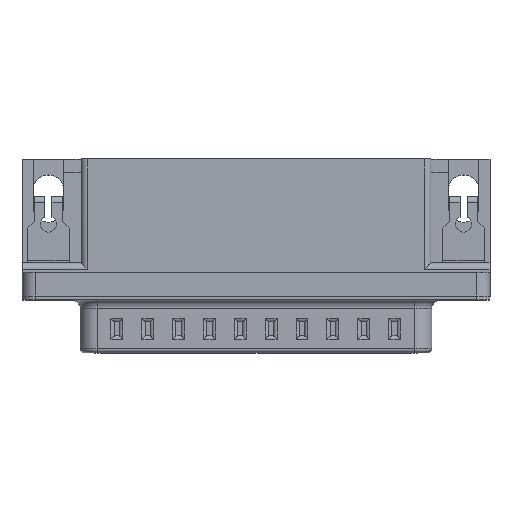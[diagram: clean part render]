
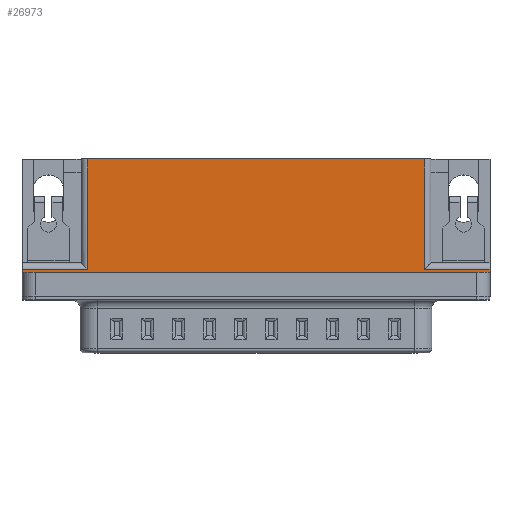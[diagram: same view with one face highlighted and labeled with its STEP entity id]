
A CAD part, top view. The second image highlights one B-rep face of the part: STEP entity #26973.
In plain terms, the highlighted planar face has unit normal (0, 0, 1).
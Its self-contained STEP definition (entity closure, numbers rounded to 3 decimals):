
#2277=ORIENTED_EDGE('',*,*,#9935,.F.);
#2278=ORIENTED_EDGE('',*,*,#9976,.T.);
#2279=ORIENTED_EDGE('',*,*,#9977,.T.);
#2280=ORIENTED_EDGE('',*,*,#9978,.F.);
#2281=ORIENTED_EDGE('',*,*,#9979,.F.);
#2282=ORIENTED_EDGE('',*,*,#9980,.F.);
#2283=ORIENTED_EDGE('',*,*,#9981,.T.);
#2284=ORIENTED_EDGE('',*,*,#9982,.T.);
#9935=EDGE_CURVE('',#13743,#13744,#16315,.T.);
#9976=EDGE_CURVE('',#13743,#13772,#16353,.F.);
#9977=EDGE_CURVE('',#13772,#13773,#16354,.T.);
#9978=EDGE_CURVE('',#13774,#13773,#16355,.T.);
#9979=EDGE_CURVE('',#13775,#13774,#16356,.T.);
#9980=EDGE_CURVE('',#13776,#13775,#16357,.T.);
#9981=EDGE_CURVE('',#13776,#13777,#16358,.T.);
#9982=EDGE_CURVE('',#13777,#13744,#16359,.T.);
#13743=VERTEX_POINT('',#39686);
#13744=VERTEX_POINT('',#39688);
#13772=VERTEX_POINT('',#39765);
#13773=VERTEX_POINT('',#39767);
#13774=VERTEX_POINT('',#39769);
#13775=VERTEX_POINT('',#39771);
#13776=VERTEX_POINT('',#39773);
#13777=VERTEX_POINT('',#39775);
#16315=LINE('',#39687,#19595);
#16353=LINE('',#39764,#19633);
#16354=LINE('',#39766,#19634);
#16355=LINE('',#39768,#19635);
#16356=LINE('',#39770,#19636);
#16357=LINE('',#39772,#19637);
#16358=LINE('',#39774,#19638);
#16359=LINE('',#39776,#19639);
#19595=VECTOR('',#31740,1000.);
#19633=VECTOR('',#31800,1000.);
#19634=VECTOR('',#31801,1000.);
#19635=VECTOR('',#31802,1000.);
#19636=VECTOR('',#31803,1000.);
#19637=VECTOR('',#31804,1000.);
#19638=VECTOR('',#31805,1000.);
#19639=VECTOR('',#31806,1000.);
#22345=EDGE_LOOP('',(#2277,#2278,#2279,#2280,#2281,#2282,#2283,#2284));
#24168=FACE_BOUND('',#22345,.T.);
#25900=PLANE('',#28729);
#26973=ADVANCED_FACE('',(#24168),#25900,.F.);
#28729=AXIS2_PLACEMENT_3D('',#39763,#31798,#31799);
#31740=DIRECTION('',(1.,0.,0.));
#31798=DIRECTION('',(0.,0.,-1.));
#31799=DIRECTION('',(-1.,0.,0.));
#31800=DIRECTION('',(0.,1.,0.));
#31801=DIRECTION('',(-1.,0.,0.));
#31802=DIRECTION('',(0.,1.,0.));
#31803=DIRECTION('',(-1.,0.,0.));
#31804=DIRECTION('',(0.,-1.,0.));
#31805=DIRECTION('',(-1.,0.,0.));
#31806=DIRECTION('',(0.,1.,0.));
#39686=CARTESIAN_POINT('',(-19.15,7.775,4.25));
#39687=CARTESIAN_POINT('',(-26.55,7.775,4.25));
#39688=CARTESIAN_POINT('',(19.15,7.775,4.25));
#39763=CARTESIAN_POINT('',(0.,0.,4.25));
#39764=CARTESIAN_POINT('',(-19.15,-4.025,4.25));
#39765=CARTESIAN_POINT('',(-19.15,-4.725,4.25));
#39766=CARTESIAN_POINT('',(0.,-4.725,4.25));
#39767=CARTESIAN_POINT('',(-26.55,-4.725,4.25));
#39768=CARTESIAN_POINT('',(-26.55,-5.075,4.25));
#39769=CARTESIAN_POINT('',(-26.55,-5.075,4.25));
#39770=CARTESIAN_POINT('',(26.55,-5.075,4.25));
#39771=CARTESIAN_POINT('',(26.55,-5.075,4.25));
#39772=CARTESIAN_POINT('',(26.55,7.775,4.25));
#39773=CARTESIAN_POINT('',(26.55,-4.725,4.25));
#39774=CARTESIAN_POINT('',(0.,-4.725,4.25));
#39775=CARTESIAN_POINT('',(19.15,-4.725,4.25));
#39776=CARTESIAN_POINT('',(19.15,7.775,4.25));
